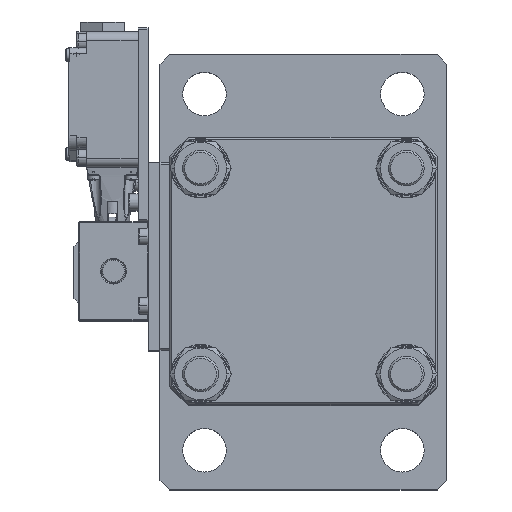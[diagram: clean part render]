
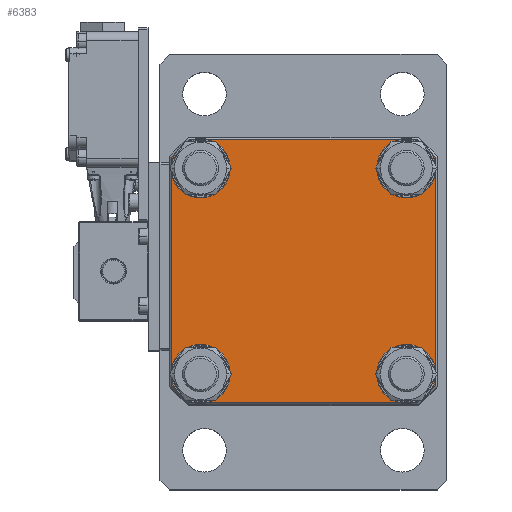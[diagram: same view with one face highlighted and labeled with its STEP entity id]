
A CAD part, top view. The second image highlights one B-rep face of the part: STEP entity #6383.
In plain terms, the highlighted face is planar.
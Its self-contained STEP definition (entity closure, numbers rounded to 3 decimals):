
#1096 = CARTESIAN_POINT ( 'NONE',  ( 10766.36, -25889.585, 0. ) ) ;
#1097 = DIRECTION ( 'NONE',  ( 1., 0., 0. ) ) ;
#1100 = CARTESIAN_POINT ( 'NONE',  ( 10766.36, -25956.085, 0. ) ) ;
#1101 = DIRECTION ( 'NONE',  ( 0., 0., -1. ) ) ;
#1102 = DIRECTION ( 'NONE',  ( 1., 0., 0. ) ) ;
#1114 = VECTOR ( 'NONE', #82138, 1000. ) ;
#1118 = AXIS2_PLACEMENT_3D ( 'NONE', #82156, #82157, #82158 ) ;
#1145 = AXIS2_PLACEMENT_3D ( 'NONE', #82150, #82151, #82152 ) ;
#1152 = CIRCLE ( 'NONE', #1118, 9.25 ) ;
#1156 = CIRCLE ( 'NONE', #1145, 9.25 ) ;
#1157 = AXIS2_PLACEMENT_3D ( 'NONE', #82141, #82142, #82143 ) ;
#1161 = AXIS2_PLACEMENT_3D ( 'NONE', #82144, #82145, #82146 ) ;
#1774 = EDGE_CURVE ( 'NONE', #69341, #68980, #4844, .T. ) ;
#1776 = EDGE_CURVE ( 'NONE', #69179, #69341, #61305, .T. ) ;
#1778 = EDGE_CURVE ( 'NONE', #69215, #69179, #4846, .T. ) ;
#1779 = EDGE_CURVE ( 'NONE', #69691, #69715, #61075, .T. ) ;
#1782 = EDGE_CURVE ( 'NONE', #69210, #69221, #4849, .T. ) ;
#1784 = EDGE_CURVE ( 'NONE', #69221, #69215, #61390, .T. ) ;
#1785 = EDGE_CURVE ( 'NONE', #69722, #69244, #61021, .T. ) ;
#1787 = EDGE_CURVE ( 'NONE', #69433, #69687, #1156, .T. ) ;
#1789 = EDGE_CURVE ( 'NONE', #69283, #69717, #1152, .T. ) ;
#1866 = EDGE_CURVE ( 'NONE', #69717, #69283, #86515, .T. ) ;
#1867 = EDGE_CURVE ( 'NONE', #69715, #69691, #86537, .T. ) ;
#1884 = EDGE_CURVE ( 'NONE', #69687, #69433, #86548, .T. ) ;
#1885 = EDGE_CURVE ( 'NONE', #69244, #69722, #86529, .T. ) ;
#1894 = EDGE_CURVE ( 'NONE', #69550, #69210, #86571, .T. ) ;
#1896 = EDGE_CURVE ( 'NONE', #68984, #69550, #4892, .T. ) ;
#1897 = EDGE_CURVE ( 'NONE', #68980, #68984, #86578, .T. ) ;
#4844 = LINE ( 'NONE', #1096, #61287 ) ;
#4846 = LINE ( 'NONE', #82128, #61354 ) ;
#4849 = LINE ( 'NONE', #82137, #1114 ) ;
#4892 = LINE ( 'NONE', #82670, #86560 ) ;
#5532 = FACE_OUTER_BOUND ( 'NONE', #57102, .T. ) ;
#5533 = FACE_BOUND ( 'NONE', #57100, .T. ) ;
#5534 = FACE_BOUND ( 'NONE', #57098, .T. ) ;
#5535 = FACE_BOUND ( 'NONE', #57096, .T. ) ;
#5536 = FACE_BOUND ( 'NONE', #57093, .T. ) ;
#6383 = ADVANCED_FACE ( 'NONE', ( #5532, #5533, #5534, #5535, #5536 ), #78126, .F. ) ;
#28499 = AXIS2_PLACEMENT_3D ( 'NONE', #78128, #78130, #78132 ) ;
#56610 = CARTESIAN_POINT ( 'NONE',  ( 10823.994, -25889.585, 0. ) ) ;
#56612 = CARTESIAN_POINT ( 'NONE',  ( 10832.86, -25898.451, 0. ) ) ;
#56720 = CARTESIAN_POINT ( 'NONE',  ( 10699.86, -25898.451, 0. ) ) ;
#56748 = CARTESIAN_POINT ( 'NONE',  ( 10823.994, -26022.585, 0. ) ) ;
#56754 = CARTESIAN_POINT ( 'NONE',  ( 10699.86, -26013.72, 0. ) ) ;
#56759 = CARTESIAN_POINT ( 'NONE',  ( 10708.725, -26022.585, 0. ) ) ;
#56780 = CARTESIAN_POINT ( 'NONE',  ( 10705.11, -25904.085, 0. ) ) ;
#56813 = CARTESIAN_POINT ( 'NONE',  ( 10827.61, -26008.085, 0. ) ) ;
#56863 = CARTESIAN_POINT ( 'NONE',  ( 10708.725, -25889.585, 0. ) ) ;
#56945 = CARTESIAN_POINT ( 'NONE',  ( 10827.61, -25904.085, 0. ) ) ;
#57045 = CARTESIAN_POINT ( 'NONE',  ( 10832.86, -26013.72, 0. ) ) ;
#57093 = EDGE_LOOP ( 'NONE', ( #65976, #65978 ) ) ;
#57096 = EDGE_LOOP ( 'NONE', ( #65984, #65985 ) ) ;
#57098 = EDGE_LOOP ( 'NONE', ( #65995, #65996 ) ) ;
#57100 = EDGE_LOOP ( 'NONE', ( #65997, #65998 ) ) ;
#57102 = EDGE_LOOP ( 'NONE', ( #65970, #65988, #65990, #65987, #65982, #65979, #66154, #66152 ) ) ;
#57164 = CARTESIAN_POINT ( 'NONE',  ( 10809.11, -25904.085, 0. ) ) ;
#57168 = CARTESIAN_POINT ( 'NONE',  ( 10723.61, -26008.085, 0. ) ) ;
#57188 = CARTESIAN_POINT ( 'NONE',  ( 10705.11, -26008.085, 0. ) ) ;
#57190 = CARTESIAN_POINT ( 'NONE',  ( 10809.11, -26008.085, 0. ) ) ;
#57194 = CARTESIAN_POINT ( 'NONE',  ( 10723.61, -25904.085, 0. ) ) ;
#61021 = CIRCLE ( 'NONE', #1161, 9.25 ) ;
#61026 = AXIS2_PLACEMENT_3D ( 'NONE', #82130, #82131, #82132 ) ;
#61075 = CIRCLE ( 'NONE', #61026, 9.25 ) ;
#61278 = AXIS2_PLACEMENT_3D ( 'NONE', #1100, #1101, #1102 ) ;
#61287 = VECTOR ( 'NONE', #1097, 1000. ) ;
#61305 = CIRCLE ( 'NONE', #61278, 88. ) ;
#61354 = VECTOR ( 'NONE', #82129, 1000. ) ;
#61390 = CIRCLE ( 'NONE', #1157, 88. ) ;
#65970 = ORIENTED_EDGE ( 'NONE', *, *, #1782, .T. ) ;
#65976 = ORIENTED_EDGE ( 'NONE', *, *, #1884, .T. ) ;
#65978 = ORIENTED_EDGE ( 'NONE', *, *, #1787, .T. ) ;
#65979 = ORIENTED_EDGE ( 'NONE', *, *, #1897, .T. ) ;
#65982 = ORIENTED_EDGE ( 'NONE', *, *, #1774, .T. ) ;
#65984 = ORIENTED_EDGE ( 'NONE', *, *, #1867, .T. ) ;
#65985 = ORIENTED_EDGE ( 'NONE', *, *, #1779, .T. ) ;
#65987 = ORIENTED_EDGE ( 'NONE', *, *, #1776, .T. ) ;
#65988 = ORIENTED_EDGE ( 'NONE', *, *, #1784, .T. ) ;
#65990 = ORIENTED_EDGE ( 'NONE', *, *, #1778, .T. ) ;
#65995 = ORIENTED_EDGE ( 'NONE', *, *, #1885, .T. ) ;
#65996 = ORIENTED_EDGE ( 'NONE', *, *, #1785, .T. ) ;
#65997 = ORIENTED_EDGE ( 'NONE', *, *, #1866, .T. ) ;
#65998 = ORIENTED_EDGE ( 'NONE', *, *, #1789, .T. ) ;
#66152 = ORIENTED_EDGE ( 'NONE', *, *, #1894, .T. ) ;
#66154 = ORIENTED_EDGE ( 'NONE', *, *, #1896, .T. ) ;
#68980 = VERTEX_POINT ( 'NONE', #56610 ) ;
#68984 = VERTEX_POINT ( 'NONE', #56612 ) ;
#69179 = VERTEX_POINT ( 'NONE', #56720 ) ;
#69210 = VERTEX_POINT ( 'NONE', #56748 ) ;
#69215 = VERTEX_POINT ( 'NONE', #56754 ) ;
#69221 = VERTEX_POINT ( 'NONE', #56759 ) ;
#69244 = VERTEX_POINT ( 'NONE', #56780 ) ;
#69283 = VERTEX_POINT ( 'NONE', #56813 ) ;
#69341 = VERTEX_POINT ( 'NONE', #56863 ) ;
#69433 = VERTEX_POINT ( 'NONE', #56945 ) ;
#69550 = VERTEX_POINT ( 'NONE', #57045 ) ;
#69687 = VERTEX_POINT ( 'NONE', #57164 ) ;
#69691 = VERTEX_POINT ( 'NONE', #57168 ) ;
#69715 = VERTEX_POINT ( 'NONE', #57188 ) ;
#69717 = VERTEX_POINT ( 'NONE', #57190 ) ;
#69722 = VERTEX_POINT ( 'NONE', #57194 ) ;
#78126 = PLANE ( 'NONE',  #28499 ) ;
#78128 = CARTESIAN_POINT ( 'NONE',  ( 10766.36, -25956.085, 0. ) ) ;
#78130 = DIRECTION ( 'NONE',  ( 0., 0., 1. ) ) ;
#78132 = DIRECTION ( 'NONE',  ( 1., 0., 0. ) ) ;
#82128 = CARTESIAN_POINT ( 'NONE',  ( 10699.86, -25956.085, 0. ) ) ;
#82129 = DIRECTION ( 'NONE',  ( 0., 1., 0. ) ) ;
#82130 = CARTESIAN_POINT ( 'NONE',  ( 10714.36, -26008.085, 0. ) ) ;
#82131 = DIRECTION ( 'NONE',  ( 0., 0., 1. ) ) ;
#82132 = DIRECTION ( 'NONE',  ( 1., 0., 0. ) ) ;
#82137 = CARTESIAN_POINT ( 'NONE',  ( 10766.36, -26022.585, 0. ) ) ;
#82138 = DIRECTION ( 'NONE',  ( -1., 0., 0. ) ) ;
#82141 = CARTESIAN_POINT ( 'NONE',  ( 10766.36, -25956.085, 0. ) ) ;
#82142 = DIRECTION ( 'NONE',  ( 0., 0., -1. ) ) ;
#82143 = DIRECTION ( 'NONE',  ( 1., 0., 0. ) ) ;
#82144 = CARTESIAN_POINT ( 'NONE',  ( 10714.36, -25904.085, 0. ) ) ;
#82145 = DIRECTION ( 'NONE',  ( 0., 0., 1. ) ) ;
#82146 = DIRECTION ( 'NONE',  ( 1., 0., 0. ) ) ;
#82150 = CARTESIAN_POINT ( 'NONE',  ( 10818.36, -25904.085, 0. ) ) ;
#82151 = DIRECTION ( 'NONE',  ( 0., 0., 1. ) ) ;
#82152 = DIRECTION ( 'NONE',  ( 1., 0., 0. ) ) ;
#82156 = CARTESIAN_POINT ( 'NONE',  ( 10818.36, -26008.085, 0. ) ) ;
#82157 = DIRECTION ( 'NONE',  ( 0., 0., 1. ) ) ;
#82158 = DIRECTION ( 'NONE',  ( 1., 0., 0. ) ) ;
#82567 = CARTESIAN_POINT ( 'NONE',  ( 10818.36, -26008.085, 0. ) ) ;
#82568 = DIRECTION ( 'NONE',  ( 0., 0., 1. ) ) ;
#82570 = DIRECTION ( 'NONE',  ( 1., 0., 0. ) ) ;
#82571 = CARTESIAN_POINT ( 'NONE',  ( 10714.36, -26008.085, 0. ) ) ;
#82572 = DIRECTION ( 'NONE',  ( 0., 0., 1. ) ) ;
#82573 = DIRECTION ( 'NONE',  ( 1., 0., 0. ) ) ;
#82633 = CARTESIAN_POINT ( 'NONE',  ( 10818.36, -25904.085, 0. ) ) ;
#82634 = DIRECTION ( 'NONE',  ( 0., 0., 1. ) ) ;
#82636 = DIRECTION ( 'NONE',  ( 1., 0., 0. ) ) ;
#82637 = CARTESIAN_POINT ( 'NONE',  ( 10714.36, -25904.085, 0. ) ) ;
#82638 = DIRECTION ( 'NONE',  ( 0., 0., 1. ) ) ;
#82640 = DIRECTION ( 'NONE',  ( 1., 0., 0. ) ) ;
#82664 = CARTESIAN_POINT ( 'NONE',  ( 10766.36, -25956.085, 0. ) ) ;
#82665 = DIRECTION ( 'NONE',  ( 0., 0., -1. ) ) ;
#82666 = DIRECTION ( 'NONE',  ( 1., 0., 0. ) ) ;
#82670 = CARTESIAN_POINT ( 'NONE',  ( 10832.86, -25956.085, 0. ) ) ;
#82671 = DIRECTION ( 'NONE',  ( 0., -1., 0. ) ) ;
#82672 = CARTESIAN_POINT ( 'NONE',  ( 10766.36, -25956.085, 0. ) ) ;
#82673 = DIRECTION ( 'NONE',  ( 0., 0., -1. ) ) ;
#82674 = DIRECTION ( 'NONE',  ( 1., 0., 0. ) ) ;
#86515 = CIRCLE ( 'NONE', #86581, 9.25 ) ;
#86528 = AXIS2_PLACEMENT_3D ( 'NONE', #82637, #82638, #82640 ) ;
#86529 = CIRCLE ( 'NONE', #86528, 9.25 ) ;
#86531 = AXIS2_PLACEMENT_3D ( 'NONE', #82633, #82634, #82636 ) ;
#86537 = CIRCLE ( 'NONE', #86579, 9.25 ) ;
#86548 = CIRCLE ( 'NONE', #86531, 9.25 ) ;
#86560 = VECTOR ( 'NONE', #82671, 1000. ) ;
#86562 = AXIS2_PLACEMENT_3D ( 'NONE', #82664, #82665, #82666 ) ;
#86565 = AXIS2_PLACEMENT_3D ( 'NONE', #82672, #82673, #82674 ) ;
#86571 = CIRCLE ( 'NONE', #86562, 88. ) ;
#86578 = CIRCLE ( 'NONE', #86565, 88. ) ;
#86579 = AXIS2_PLACEMENT_3D ( 'NONE', #82571, #82572, #82573 ) ;
#86581 = AXIS2_PLACEMENT_3D ( 'NONE', #82567, #82568, #82570 ) ;
